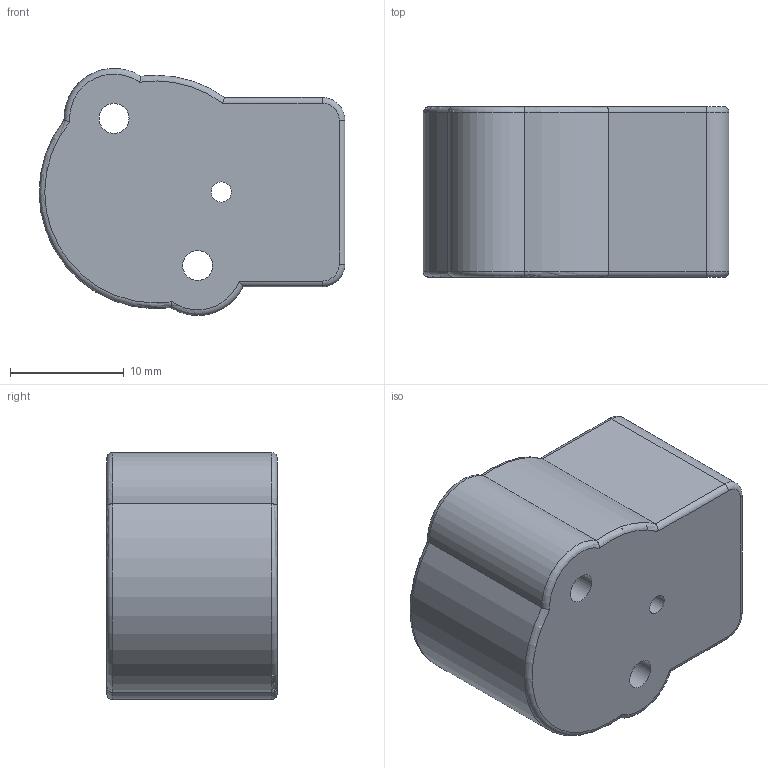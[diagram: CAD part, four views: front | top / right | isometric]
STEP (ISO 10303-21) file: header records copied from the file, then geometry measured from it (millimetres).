
FILE_DESCRIPTION(/* description */ (''),/* implementation_level */ '2;1');
FILE_NAME(/* name */ 'CS_MagEncoderKit_15-697867-75.ipt.stp',/* time_stamp */ '2016-01-07T16:36:26-08:00',/* author */ ('Autodesk Inc.'),/* organization */ ('Autodesk Inc.'),/* preprocessor_version */ 'ST-DEVELOPER v16.1',/* originating_system */ 'Autodesk Inventor 2016',/* authorisation */ '');
FILE_SCHEMA (('AUTOMOTIVE_DESIGN { 1 0 10303 214 3 1 1 }'));
Length unit declared in the file: millimetre
Products named in the file (1): CS_MagEncoderKit_15-697867-75
Bounding box: 26.91 x 15 x 21.73 mm (x, y, z)
Volume: 6889.2 mm3; surface area: 2470.3 mm2
Topology: 1 solids, 1 shells, 32 faces, 72 edges, 42 vertices
Faces by surface type: cylinder 15, torus 12, plane 5
Full cylindrical faces by diameter (mm): 1.778 x1, 2.642 x2
Entity records: 1021 total; most frequent: CARTESIAN_POINT 274, DIRECTION 163, ORIENTED_EDGE 138, AXIS2_PLACEMENT_3D 71, EDGE_CURVE 69, VERTEX_POINT 42, EDGE_LOOP 41, CIRCLE 38
